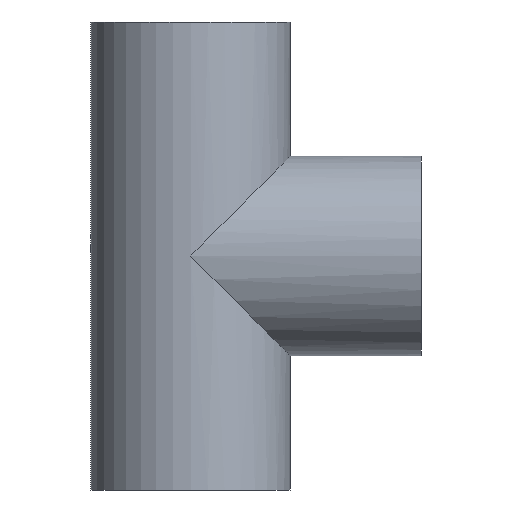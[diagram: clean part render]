
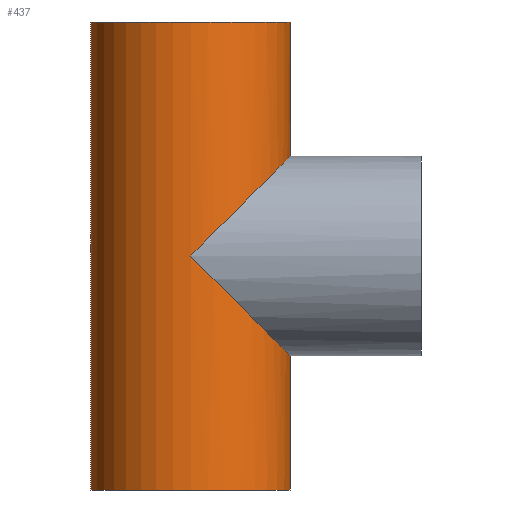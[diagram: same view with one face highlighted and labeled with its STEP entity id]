
A CAD part, front view. The second image highlights one B-rep face of the part: STEP entity #437.
In plain terms, the highlighted cylindrical face has radius 112.5 mm (diameter 225 mm), a partial arc.
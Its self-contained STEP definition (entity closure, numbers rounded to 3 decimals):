
#9 = VERTEX_POINT ( 'NONE', #245 ) ;
#20 = CARTESIAN_POINT ( 'NONE',  ( -112.5, 0., 263.5 ) ) ;
#36 = AXIS2_PLACEMENT_3D ( 'NONE', #214, #38, #212 ) ;
#37 = ORIENTED_EDGE ( 'NONE', *, *, #51, .T. ) ;
#38 = DIRECTION ( 'NONE',  ( 0., 0., 1. ) ) ;
#39 = DIRECTION ( 'NONE',  ( -1., 0., 0. ) ) ;
#47 = DIRECTION ( 'NONE',  ( 0., 0., -1. ) ) ;
#48 = ORIENTED_EDGE ( 'NONE', *, *, #447, .F. ) ;
#49 = CARTESIAN_POINT ( 'NONE',  ( 112.5, -65.901, -112.5 ) ) ;
#51 = EDGE_CURVE ( 'NONE', #305, #372, #199, .T. ) ;
#53 = ORIENTED_EDGE ( 'NONE', *, *, #290, .F. ) ;
#54 =( BOUNDED_CURVE ( )  B_SPLINE_CURVE ( 3, ( #228, #368, #49, #398 ),
 .UNSPECIFIED., .F., .F. ) 
 B_SPLINE_CURVE_WITH_KNOTS ( ( 4, 4 ),
 ( 4.712, 6.283 ),
 .UNSPECIFIED. ) 
 CURVE ( )  GEOMETRIC_REPRESENTATION_ITEM ( )  RATIONAL_B_SPLINE_CURVE ( ( 1., 0.805, 0.805, 1. ) ) 
 REPRESENTATION_ITEM ( '' )  );
#59 = AXIS2_PLACEMENT_3D ( 'NONE', #101, #246, #72 ) ;
#72 = DIRECTION ( 'NONE',  ( 1., 0., 0. ) ) ;
#88 = CARTESIAN_POINT ( 'NONE',  ( 112.5, 0., -263.5 ) ) ;
#101 = CARTESIAN_POINT ( 'NONE',  ( 0., 0., -263.5 ) ) ;
#102 = VERTEX_POINT ( 'NONE', #234 ) ;
#108 = ORIENTED_EDGE ( 'NONE', *, *, #247, .T. ) ;
#111 = VERTEX_POINT ( 'NONE', #277 ) ;
#114 = VERTEX_POINT ( 'NONE', #374 ) ;
#134 = AXIS2_PLACEMENT_3D ( 'NONE', #217, #47, #39 ) ;
#145 = DIRECTION ( 'NONE',  ( 0., 0., -1. ) ) ;
#150 = FACE_OUTER_BOUND ( 'NONE', #397, .T. ) ;
#155 = DIRECTION ( 'NONE',  ( 0., 0., -1. ) ) ;
#193 = VECTOR ( 'NONE', #145, 1000. ) ;
#195 = ORIENTED_EDGE ( 'NONE', *, *, #394, .F. ) ;
#197 = DIRECTION ( 'NONE',  ( 0., 0., -1. ) ) ;
#199 = LINE ( 'NONE', #20, #427 ) ;
#200 =( BOUNDED_CURVE ( )  B_SPLINE_CURVE ( 3, ( #257, #396, #262, #302 ),
 .UNSPECIFIED., .F., .F. ) 
 B_SPLINE_CURVE_WITH_KNOTS ( ( 4, 4 ),
 ( 3.142, 4.712 ),
 .UNSPECIFIED. ) 
 CURVE ( )  GEOMETRIC_REPRESENTATION_ITEM ( )  RATIONAL_B_SPLINE_CURVE ( ( 1., 0.805, 0.805, 1. ) ) 
 REPRESENTATION_ITEM ( '' )  );
#212 = DIRECTION ( 'NONE',  ( 1., 0., 0. ) ) ;
#214 = CARTESIAN_POINT ( 'NONE',  ( 0., 0., 263.5 ) ) ;
#217 = CARTESIAN_POINT ( 'NONE',  ( 0., 0., 263.5 ) ) ;
#220 = CIRCLE ( 'NONE', #59, 112.5 ) ;
#224 = VECTOR ( 'NONE', #155, 1000. ) ;
#226 = CYLINDRICAL_SURFACE ( 'NONE', #134, 112.5 ) ;
#228 = CARTESIAN_POINT ( 'NONE',  ( 0., -112.5, 0. ) ) ;
#234 = CARTESIAN_POINT ( 'NONE',  ( 112.5, 0., -112.5 ) ) ;
#245 = CARTESIAN_POINT ( 'NONE',  ( 112.5, 0., 263.5 ) ) ;
#246 = DIRECTION ( 'NONE',  ( 0., 0., 1. ) ) ;
#247 = EDGE_CURVE ( 'NONE', #372, #357, #220, .T. ) ;
#257 = CARTESIAN_POINT ( 'NONE',  ( 112.5, 0., 112.5 ) ) ;
#262 = CARTESIAN_POINT ( 'NONE',  ( 65.901, -112.5, 65.901 ) ) ;
#277 = CARTESIAN_POINT ( 'NONE',  ( 112.5, 0., 112.5 ) ) ;
#288 = CARTESIAN_POINT ( 'NONE',  ( -112.5, 0., 263.5 ) ) ;
#290 = EDGE_CURVE ( 'NONE', #305, #9, #343, .T. ) ;
#295 = CARTESIAN_POINT ( 'NONE',  ( -112.5, 0., -263.5 ) ) ;
#297 = LINE ( 'NONE', #430, #224 ) ;
#300 = LINE ( 'NONE', #332, #193 ) ;
#302 = CARTESIAN_POINT ( 'NONE',  ( 0., -112.5, 0. ) ) ;
#305 = VERTEX_POINT ( 'NONE', #288 ) ;
#332 = CARTESIAN_POINT ( 'NONE',  ( 112.5, 0., 263.5 ) ) ;
#343 = CIRCLE ( 'NONE', #36, 112.5 ) ;
#357 = VERTEX_POINT ( 'NONE', #88 ) ;
#365 = EDGE_CURVE ( 'NONE', #102, #357, #300, .T. ) ;
#368 = CARTESIAN_POINT ( 'NONE',  ( 65.901, -112.5, -65.901 ) ) ;
#372 = VERTEX_POINT ( 'NONE', #295 ) ;
#374 = CARTESIAN_POINT ( 'NONE',  ( 0., -112.5, 0. ) ) ;
#382 = EDGE_CURVE ( 'NONE', #9, #111, #297, .T. ) ;
#391 = ORIENTED_EDGE ( 'NONE', *, *, #365, .F. ) ;
#394 = EDGE_CURVE ( 'NONE', #114, #102, #54, .T. ) ;
#396 = CARTESIAN_POINT ( 'NONE',  ( 112.5, -65.901, 112.5 ) ) ;
#397 = EDGE_LOOP ( 'NONE', ( #436, #53, #37, #108, #391, #195, #48 ) ) ;
#398 = CARTESIAN_POINT ( 'NONE',  ( 112.5, 0., -112.5 ) ) ;
#427 = VECTOR ( 'NONE', #197, 1000. ) ;
#430 = CARTESIAN_POINT ( 'NONE',  ( 112.5, 0., 263.5 ) ) ;
#436 = ORIENTED_EDGE ( 'NONE', *, *, #382, .F. ) ;
#437 = ADVANCED_FACE ( 'NONE', ( #150 ), #226, .T. ) ;
#447 = EDGE_CURVE ( 'NONE', #111, #114, #200, .T. ) ;
